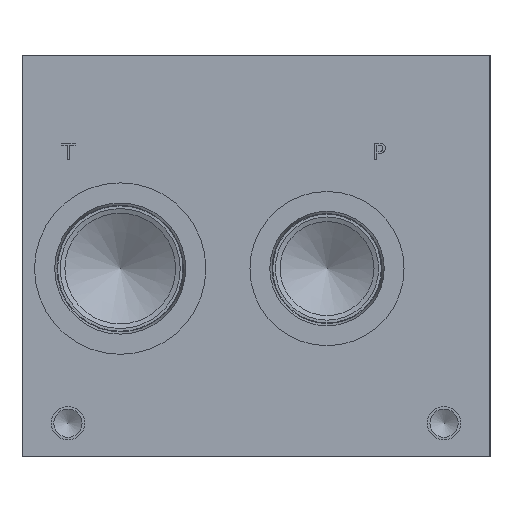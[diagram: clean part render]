
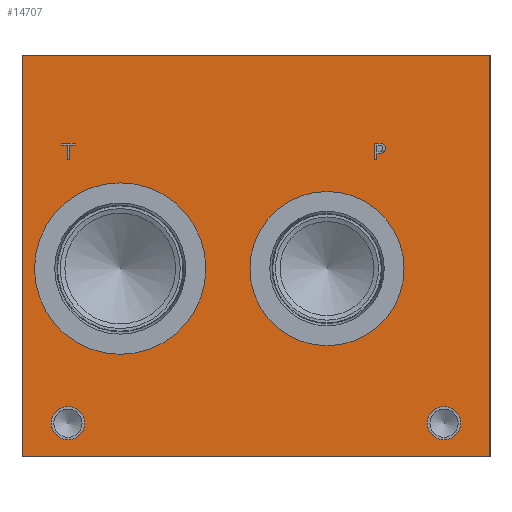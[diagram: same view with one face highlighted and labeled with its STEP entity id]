
A CAD part, left-side view. The second image highlights one B-rep face of the part: STEP entity #14707.
In plain terms, the highlighted planar face has unit normal (-1, 0, 0).
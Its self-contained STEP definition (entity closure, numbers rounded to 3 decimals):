
#232=CIRCLE('',#15497,32.563);
#233=CIRCLE('',#15498,32.563);
#234=CIRCLE('',#15499,29.286);
#235=CIRCLE('',#15500,29.286);
#236=CIRCLE('',#15501,6.35);
#237=CIRCLE('',#15502,6.35);
#238=CIRCLE('',#15503,6.35);
#239=CIRCLE('',#15504,6.35);
#780=B_SPLINE_CURVE_WITH_KNOTS('',2,(#22056,#22057,#22058,#22059),
 .UNSPECIFIED.,.F.,.F.,(3,1,3),(0.,1.,2.),.UNSPECIFIED.);
#782=B_SPLINE_CURVE_WITH_KNOTS('',2,(#22077,#22078,#22079,#22080),
 .UNSPECIFIED.,.F.,.F.,(3,1,3),(0.,1.,2.),.UNSPECIFIED.);
#784=B_SPLINE_CURVE_WITH_KNOTS('',2,(#22126,#22127,#22128,#22129),
 .UNSPECIFIED.,.F.,.F.,(3,1,3),(0.,1.,2.),.UNSPECIFIED.);
#786=B_SPLINE_CURVE_WITH_KNOTS('',2,(#22144,#22145,#22146,#22147),
 .UNSPECIFIED.,.F.,.F.,(3,1,3),(0.,1.,2.),.UNSPECIFIED.);
#1170=FACE_BOUND('',#2263,.T.);
#1171=FACE_BOUND('',#2264,.T.);
#1172=FACE_BOUND('',#2265,.T.);
#1173=FACE_BOUND('',#2266,.T.);
#1174=FACE_BOUND('',#2267,.T.);
#1175=FACE_BOUND('',#2268,.T.);
#1417=FACE_OUTER_BOUND('',#2262,.T.);
#2262=EDGE_LOOP('',(#10435,#10436,#10437,#10438));
#2263=EDGE_LOOP('',(#10439,#10440));
#2264=EDGE_LOOP('',(#10441,#10442));
#2265=EDGE_LOOP('',(#10443,#10444));
#2266=EDGE_LOOP('',(#10445,#10446));
#2267=EDGE_LOOP('',(#10447,#10448,#10449,#10450,#10451,#10452,#10453,#10454));
#2268=EDGE_LOOP('',(#10455,#10456,#10457,#10458,#10459,#10460,#10461,#10462,
#10463));
#3139=LINE('',#20407,#4515);
#3525=LINE('',#22089,#4901);
#3528=LINE('',#22095,#4904);
#3531=LINE('',#22101,#4907);
#3534=LINE('',#22107,#4910);
#3537=LINE('',#22113,#4913);
#3541=LINE('',#22155,#4917);
#3542=LINE('',#22157,#4918);
#3543=LINE('',#22158,#4919);
#3544=LINE('',#22177,#4920);
#3545=LINE('',#22179,#4921);
#3546=LINE('',#22181,#4922);
#3547=LINE('',#22183,#4923);
#3548=LINE('',#22185,#4924);
#3549=LINE('',#22187,#4925);
#3550=LINE('',#22189,#4926);
#3551=LINE('',#22190,#4927);
#4515=VECTOR('',#16647,10.);
#4901=VECTOR('',#17195,10.);
#4904=VECTOR('',#17200,10.);
#4907=VECTOR('',#17205,10.);
#4910=VECTOR('',#17210,10.);
#4913=VECTOR('',#17215,10.);
#4917=VECTOR('',#17223,10.);
#4918=VECTOR('',#17224,10.);
#4919=VECTOR('',#17225,10.);
#4920=VECTOR('',#17242,10.);
#4921=VECTOR('',#17243,10.);
#4922=VECTOR('',#17244,10.);
#4923=VECTOR('',#17245,10.);
#4924=VECTOR('',#17246,10.);
#4925=VECTOR('',#17247,10.);
#4926=VECTOR('',#17248,10.);
#4927=VECTOR('',#17249,10.);
#5860=VERTEX_POINT('',#20400);
#5863=VERTEX_POINT('',#20405);
#6320=VERTEX_POINT('',#22054);
#6321=VERTEX_POINT('',#22055);
#6324=VERTEX_POINT('',#22076);
#6326=VERTEX_POINT('',#22088);
#6328=VERTEX_POINT('',#22094);
#6330=VERTEX_POINT('',#22100);
#6332=VERTEX_POINT('',#22106);
#6334=VERTEX_POINT('',#22112);
#6336=VERTEX_POINT('',#22125);
#6338=VERTEX_POINT('',#22154);
#6339=VERTEX_POINT('',#22156);
#6340=VERTEX_POINT('',#22159);
#6341=VERTEX_POINT('',#22160);
#6342=VERTEX_POINT('',#22163);
#6343=VERTEX_POINT('',#22164);
#6344=VERTEX_POINT('',#22167);
#6345=VERTEX_POINT('',#22168);
#6346=VERTEX_POINT('',#22171);
#6347=VERTEX_POINT('',#22172);
#6348=VERTEX_POINT('',#22175);
#6349=VERTEX_POINT('',#22176);
#6350=VERTEX_POINT('',#22178);
#6351=VERTEX_POINT('',#22180);
#6352=VERTEX_POINT('',#22182);
#6353=VERTEX_POINT('',#22184);
#6354=VERTEX_POINT('',#22186);
#6355=VERTEX_POINT('',#22188);
#7386=EDGE_CURVE('',#5860,#5863,#3139,.T.);
#7919=EDGE_CURVE('',#6320,#6321,#780,.T.);
#7923=EDGE_CURVE('',#6324,#6320,#782,.T.);
#7926=EDGE_CURVE('',#6326,#6324,#3525,.T.);
#7929=EDGE_CURVE('',#6328,#6326,#3528,.T.);
#7932=EDGE_CURVE('',#6330,#6328,#3531,.T.);
#7935=EDGE_CURVE('',#6332,#6330,#3534,.T.);
#7938=EDGE_CURVE('',#6334,#6332,#3537,.T.);
#7941=EDGE_CURVE('',#6336,#6334,#784,.T.);
#7944=EDGE_CURVE('',#6321,#6336,#786,.T.);
#7946=EDGE_CURVE('',#6338,#5860,#3541,.T.);
#7947=EDGE_CURVE('',#6339,#5863,#3542,.T.);
#7948=EDGE_CURVE('',#6338,#6339,#3543,.T.);
#7949=EDGE_CURVE('',#6340,#6341,#232,.T.);
#7950=EDGE_CURVE('',#6341,#6340,#233,.T.);
#7951=EDGE_CURVE('',#6342,#6343,#234,.T.);
#7952=EDGE_CURVE('',#6343,#6342,#235,.T.);
#7953=EDGE_CURVE('',#6344,#6345,#236,.T.);
#7954=EDGE_CURVE('',#6345,#6344,#237,.T.);
#7955=EDGE_CURVE('',#6346,#6347,#238,.T.);
#7956=EDGE_CURVE('',#6347,#6346,#239,.T.);
#7957=EDGE_CURVE('',#6348,#6349,#3544,.T.);
#7958=EDGE_CURVE('',#6349,#6350,#3545,.T.);
#7959=EDGE_CURVE('',#6350,#6351,#3546,.T.);
#7960=EDGE_CURVE('',#6351,#6352,#3547,.T.);
#7961=EDGE_CURVE('',#6352,#6353,#3548,.T.);
#7962=EDGE_CURVE('',#6353,#6354,#3549,.T.);
#7963=EDGE_CURVE('',#6354,#6355,#3550,.T.);
#7964=EDGE_CURVE('',#6355,#6348,#3551,.T.);
#10435=ORIENTED_EDGE('',*,*,#7946,.T.);
#10436=ORIENTED_EDGE('',*,*,#7386,.T.);
#10437=ORIENTED_EDGE('',*,*,#7947,.F.);
#10438=ORIENTED_EDGE('',*,*,#7948,.F.);
#10439=ORIENTED_EDGE('',*,*,#7949,.T.);
#10440=ORIENTED_EDGE('',*,*,#7950,.T.);
#10441=ORIENTED_EDGE('',*,*,#7951,.T.);
#10442=ORIENTED_EDGE('',*,*,#7952,.T.);
#10443=ORIENTED_EDGE('',*,*,#7953,.T.);
#10444=ORIENTED_EDGE('',*,*,#7954,.T.);
#10445=ORIENTED_EDGE('',*,*,#7955,.T.);
#10446=ORIENTED_EDGE('',*,*,#7956,.T.);
#10447=ORIENTED_EDGE('',*,*,#7957,.T.);
#10448=ORIENTED_EDGE('',*,*,#7958,.T.);
#10449=ORIENTED_EDGE('',*,*,#7959,.T.);
#10450=ORIENTED_EDGE('',*,*,#7960,.T.);
#10451=ORIENTED_EDGE('',*,*,#7961,.T.);
#10452=ORIENTED_EDGE('',*,*,#7962,.T.);
#10453=ORIENTED_EDGE('',*,*,#7963,.T.);
#10454=ORIENTED_EDGE('',*,*,#7964,.T.);
#10455=ORIENTED_EDGE('',*,*,#7919,.T.);
#10456=ORIENTED_EDGE('',*,*,#7944,.T.);
#10457=ORIENTED_EDGE('',*,*,#7941,.T.);
#10458=ORIENTED_EDGE('',*,*,#7938,.T.);
#10459=ORIENTED_EDGE('',*,*,#7935,.T.);
#10460=ORIENTED_EDGE('',*,*,#7932,.T.);
#10461=ORIENTED_EDGE('',*,*,#7929,.T.);
#10462=ORIENTED_EDGE('',*,*,#7926,.T.);
#10463=ORIENTED_EDGE('',*,*,#7923,.T.);
#13692=PLANE('',#15496);
#14707=ADVANCED_FACE('',(#1417,#1170,#1171,#1172,#1173,#1174,#1175),#13692,
 .T.);
#15496=AXIS2_PLACEMENT_3D('',#22153,#17221,#17222);
#15497=AXIS2_PLACEMENT_3D('',#22161,#17226,#17227);
#15498=AXIS2_PLACEMENT_3D('',#22162,#17228,#17229);
#15499=AXIS2_PLACEMENT_3D('',#22165,#17230,#17231);
#15500=AXIS2_PLACEMENT_3D('',#22166,#17232,#17233);
#15501=AXIS2_PLACEMENT_3D('',#22169,#17234,#17235);
#15502=AXIS2_PLACEMENT_3D('',#22170,#17236,#17237);
#15503=AXIS2_PLACEMENT_3D('',#22173,#17238,#17239);
#15504=AXIS2_PLACEMENT_3D('',#22174,#17240,#17241);
#16647=DIRECTION('',(0.,0.,1.));
#17195=DIRECTION('',(0.,-1.,0.));
#17200=DIRECTION('',(0.,0.,1.));
#17205=DIRECTION('',(0.,1.,0.));
#17210=DIRECTION('',(0.,0.,-1.));
#17215=DIRECTION('',(0.,1.,0.));
#17221=DIRECTION('center_axis',(-1.,0.,0.));
#17222=DIRECTION('ref_axis',(0.,-1.,0.));
#17223=DIRECTION('',(0.,-1.,0.));
#17224=DIRECTION('',(0.,-1.,0.));
#17225=DIRECTION('',(0.,0.,1.));
#17226=DIRECTION('center_axis',(1.,0.,0.));
#17227=DIRECTION('ref_axis',(0.,0.,1.));
#17228=DIRECTION('center_axis',(1.,0.,0.));
#17229=DIRECTION('ref_axis',(0.,0.,1.));
#17230=DIRECTION('center_axis',(1.,0.,0.));
#17231=DIRECTION('ref_axis',(0.,0.,1.));
#17232=DIRECTION('center_axis',(1.,0.,0.));
#17233=DIRECTION('ref_axis',(0.,0.,1.));
#17234=DIRECTION('center_axis',(1.,0.,0.));
#17235=DIRECTION('ref_axis',(0.,1.,0.));
#17236=DIRECTION('center_axis',(1.,0.,0.));
#17237=DIRECTION('ref_axis',(0.,1.,0.));
#17238=DIRECTION('center_axis',(1.,0.,0.));
#17239=DIRECTION('ref_axis',(0.,1.,0.));
#17240=DIRECTION('center_axis',(1.,0.,0.));
#17241=DIRECTION('ref_axis',(0.,1.,0.));
#17242=DIRECTION('',(0.,1.,0.));
#17243=DIRECTION('',(0.,0.,1.));
#17244=DIRECTION('',(0.,1.,0.));
#17245=DIRECTION('',(0.,0.,1.));
#17246=DIRECTION('',(0.,-1.,0.));
#17247=DIRECTION('',(0.,0.,-1.));
#17248=DIRECTION('',(0.,1.,0.));
#17249=DIRECTION('',(0.,0.,-1.));
#20400=CARTESIAN_POINT('',(0.,0.,0.));
#20405=CARTESIAN_POINT('',(0.,0.,152.4));
#20407=CARTESIAN_POINT('',(0.,0.,0.));
#22054=CARTESIAN_POINT('',(0.,40.549,118.666));
#22055=CARTESIAN_POINT('',(0.,39.793,117.148));
#22056=CARTESIAN_POINT('Ctrl Pts',(0.,40.549,118.666));
#22057=CARTESIAN_POINT('Ctrl Pts',(0.,40.194,118.424));
#22058=CARTESIAN_POINT('Ctrl Pts',(0.,39.793,117.678));
#22059=CARTESIAN_POINT('Ctrl Pts',(0.,39.793,117.148));
#22076=CARTESIAN_POINT('',(0.,42.212,119.062));
#22077=CARTESIAN_POINT('Ctrl Pts',(0.,42.212,119.062));
#22078=CARTESIAN_POINT('Ctrl Pts',(0.,41.646,119.062));
#22079=CARTESIAN_POINT('Ctrl Pts',(0.,40.853,118.877));
#22080=CARTESIAN_POINT('Ctrl Pts',(0.,40.549,118.666));
#22088=CARTESIAN_POINT('',(0.,43.807,119.062));
#22089=CARTESIAN_POINT('',(0.,110.803,119.062));
#22094=CARTESIAN_POINT('',(0.,43.807,112.713));
#22095=CARTESIAN_POINT('',(0.,43.807,56.356));
#22100=CARTESIAN_POINT('',(0.,42.963,112.713));
#22101=CARTESIAN_POINT('',(0.,110.381,112.713));
#22106=CARTESIAN_POINT('',(0.,42.963,115.08));
#22107=CARTESIAN_POINT('',(0.,42.963,57.54));
#22112=CARTESIAN_POINT('',(0.,42.248,115.08));
#22113=CARTESIAN_POINT('',(0.,110.024,115.08));
#22125=CARTESIAN_POINT('',(0.,40.349,115.738));
#22126=CARTESIAN_POINT('Ctrl Pts',(0.,40.349,115.738));
#22127=CARTESIAN_POINT('Ctrl Pts',(0.,40.678,115.414));
#22128=CARTESIAN_POINT('Ctrl Pts',(0.,41.568,115.08));
#22129=CARTESIAN_POINT('Ctrl Pts',(0.,42.248,115.08));
#22144=CARTESIAN_POINT('Ctrl Pts',(0.,39.793,117.148));
#22145=CARTESIAN_POINT('Ctrl Pts',(0.,39.793,116.737));
#22146=CARTESIAN_POINT('Ctrl Pts',(0.,40.086,115.996));
#22147=CARTESIAN_POINT('Ctrl Pts',(0.,40.349,115.738));
#22153=CARTESIAN_POINT('Origin',(0.,177.8,0.));
#22154=CARTESIAN_POINT('',(0.,177.8,0.));
#22155=CARTESIAN_POINT('',(0.,177.8,0.));
#22156=CARTESIAN_POINT('',(0.,177.8,152.4));
#22157=CARTESIAN_POINT('',(0.,177.8,152.4));
#22158=CARTESIAN_POINT('',(0.,177.8,0.));
#22159=CARTESIAN_POINT('',(0.,140.487,103.988));
#22160=CARTESIAN_POINT('',(0.,140.487,38.862));
#22161=CARTESIAN_POINT('Origin',(0.,140.487,71.425));
#22162=CARTESIAN_POINT('Origin',(0.,140.487,71.425));
#22163=CARTESIAN_POINT('',(0.,61.925,100.711));
#22164=CARTESIAN_POINT('',(0.,61.925,42.139));
#22165=CARTESIAN_POINT('Origin',(0.,61.925,71.425));
#22166=CARTESIAN_POINT('Origin',(0.,61.925,71.425));
#22167=CARTESIAN_POINT('',(0.,166.675,12.7));
#22168=CARTESIAN_POINT('',(0.,153.975,12.7));
#22169=CARTESIAN_POINT('Origin',(0.,160.325,12.7));
#22170=CARTESIAN_POINT('Origin',(0.,160.325,12.7));
#22171=CARTESIAN_POINT('',(0.,23.825,12.7));
#22172=CARTESIAN_POINT('',(0.,11.125,12.7));
#22173=CARTESIAN_POINT('Origin',(0.,17.475,12.7));
#22174=CARTESIAN_POINT('Origin',(0.,17.475,12.7));
#22175=CARTESIAN_POINT('',(0.,159.75,112.713));
#22176=CARTESIAN_POINT('',(0.,160.594,112.713));
#22177=CARTESIAN_POINT('',(0.,168.775,112.713));
#22178=CARTESIAN_POINT('',(0.,160.594,118.311));
#22179=CARTESIAN_POINT('',(0.,160.594,56.356));
#22180=CARTESIAN_POINT('',(0.,162.724,118.311));
#22181=CARTESIAN_POINT('',(0.,169.197,118.311));
#22182=CARTESIAN_POINT('',(0.,162.724,119.062));
#22183=CARTESIAN_POINT('',(0.,162.724,59.156));
#22184=CARTESIAN_POINT('',(0.,157.619,119.062));
#22185=CARTESIAN_POINT('',(0.,170.262,119.062));
#22186=CARTESIAN_POINT('',(0.,157.619,118.311));
#22187=CARTESIAN_POINT('',(0.,157.619,59.531));
#22188=CARTESIAN_POINT('',(0.,159.75,118.311));
#22189=CARTESIAN_POINT('',(0.,167.71,118.311));
#22190=CARTESIAN_POINT('',(0.,159.75,59.156));
